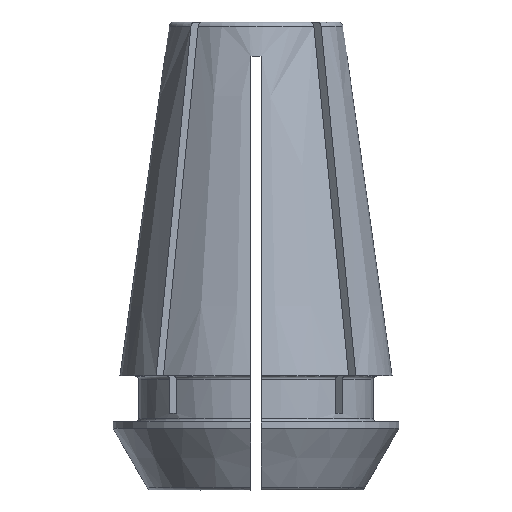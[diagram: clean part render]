
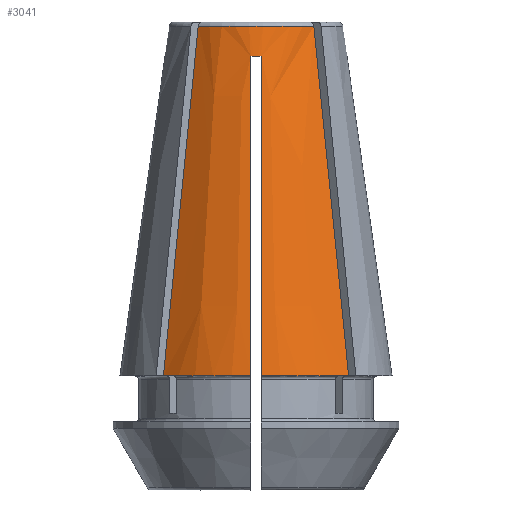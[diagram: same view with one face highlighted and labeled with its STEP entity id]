
A CAD part, front view. The second image highlights one B-rep face of the part: STEP entity #3041.
In plain terms, the highlighted conical face has half-angle 8 degrees and reference radius 5.077 mm.
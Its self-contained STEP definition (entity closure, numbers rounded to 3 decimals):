
#21=CONICAL_SURFACE('',#3277,5.077,0.14);
#106=B_SPLINE_CURVE_WITH_KNOTS('',3,(#4818,#4819,#4820,#4821,#4822,#4823,
#4824),.UNSPECIFIED.,.F.,.F.,(4,3,4),(0.,0.014,
0.021),.UNSPECIFIED.);
#124=B_SPLINE_CURVE_WITH_KNOTS('',3,(#5033,#5034,#5035,#5036,#5037,#5038,
#5039),.UNSPECIFIED.,.F.,.F.,(4,3,4),(0.,0.014,
0.021),.UNSPECIFIED.);
#125=B_SPLINE_CURVE_WITH_KNOTS('',3,(#5042,#5043,#5044,#5045,#5046,#5047,
#5048,#5049,#5050,#5051),.UNSPECIFIED.,.F.,.F.,(4,3,3,4),(0.008,
0.01,0.019,0.027),
 .UNSPECIFIED.);
#126=B_SPLINE_CURVE_WITH_KNOTS('',3,(#5052,#5053,#5054,#5055,#5056,#5057,
#5058,#5059,#5060,#5061),.UNSPECIFIED.,.F.,.F.,(4,3,3,4),(0.008,
0.01,0.019,0.027),
 .UNSPECIFIED.);
#245=CIRCLE('',#3213,5.358);
#281=CIRCLE('',#3275,5.113);
#283=CIRCLE('',#3278,8.);
#284=CIRCLE('',#3279,8.);
#660=ORIENTED_EDGE('',*,*,#1605,.T.);
#661=ORIENTED_EDGE('',*,*,#1606,.T.);
#662=ORIENTED_EDGE('',*,*,#1602,.F.);
#663=ORIENTED_EDGE('',*,*,#1535,.F.);
#664=ORIENTED_EDGE('',*,*,#1607,.T.);
#665=ORIENTED_EDGE('',*,*,#1608,.F.);
#666=ORIENTED_EDGE('',*,*,#1490,.F.);
#667=ORIENTED_EDGE('',*,*,#1609,.T.);
#1490=EDGE_CURVE('',#1975,#1976,#245,.T.);
#1535=EDGE_CURVE('',#2017,#2018,#106,.T.);
#1602=EDGE_CURVE('',#2018,#2067,#281,.T.);
#1605=EDGE_CURVE('',#2069,#2070,#283,.T.);
#1606=EDGE_CURVE('',#2070,#2067,#124,.T.);
#1607=EDGE_CURVE('',#2017,#2071,#284,.T.);
#1608=EDGE_CURVE('',#1976,#2071,#125,.T.);
#1609=EDGE_CURVE('',#1975,#2069,#126,.T.);
#1975=VERTEX_POINT('',#4686);
#1976=VERTEX_POINT('',#4688);
#2017=VERTEX_POINT('',#4817);
#2018=VERTEX_POINT('',#4825);
#2067=VERTEX_POINT('',#5022);
#2069=VERTEX_POINT('',#5031);
#2070=VERTEX_POINT('',#5032);
#2071=VERTEX_POINT('',#5041);
#2649=EDGE_LOOP('',(#660,#661,#662,#663,#664,#665,#666,#667));
#2813=FACE_BOUND('',#2649,.T.);
#3041=ADVANCED_FACE('',(#2813),#21,.T.);
#3213=AXIS2_PLACEMENT_3D('',#4687,#3661,#3662);
#3275=AXIS2_PLACEMENT_3D('',#5021,#3833,#3834);
#3277=AXIS2_PLACEMENT_3D('',#5029,#3837,#3838);
#3278=AXIS2_PLACEMENT_3D('',#5030,#3839,#3840);
#3279=AXIS2_PLACEMENT_3D('',#5040,#3841,#3842);
#3661=DIRECTION('',(0.,0.,-1.));
#3662=DIRECTION('',(-1.,0.,0.));
#3833=DIRECTION('',(0.,0.,1.));
#3834=DIRECTION('',(1.,0.,0.));
#3837=DIRECTION('',(0.,0.,-1.));
#3838=DIRECTION('',(-1.,0.,0.));
#3839=DIRECTION('',(0.,0.,1.));
#3840=DIRECTION('',(1.,0.,0.));
#3841=DIRECTION('',(0.,0.,1.));
#3842=DIRECTION('',(1.,0.,0.));
#4686=CARTESIAN_POINT('',(0.3,-5.349,25.7));
#4687=CARTESIAN_POINT('',(0.,0.,25.7));
#4688=CARTESIAN_POINT('',(-0.3,-5.349,25.7));
#4817=CARTESIAN_POINT('',(-5.441,-5.865,6.9));
#4818=CARTESIAN_POINT('',(-5.441,-5.865,6.9));
#4819=CARTESIAN_POINT('',(-4.98,-5.404,11.536));
#4820=CARTESIAN_POINT('',(-4.519,-4.943,16.172));
#4821=CARTESIAN_POINT('',(-4.057,-4.482,20.808));
#4822=CARTESIAN_POINT('',(-3.837,-4.262,23.019));
#4823=CARTESIAN_POINT('',(-3.617,-4.041,25.231));
#4824=CARTESIAN_POINT('',(-3.397,-3.821,27.442));
#4825=CARTESIAN_POINT('',(-3.397,-3.821,27.442));
#5021=CARTESIAN_POINT('',(0.,0.,27.442));
#5022=CARTESIAN_POINT('',(3.397,-3.821,27.442));
#5029=CARTESIAN_POINT('',(0.,0.,27.7));
#5030=CARTESIAN_POINT('',(0.,0.,6.9));
#5031=CARTESIAN_POINT('',(0.3,-7.994,6.9));
#5032=CARTESIAN_POINT('',(5.441,-5.865,6.9));
#5033=CARTESIAN_POINT('',(5.441,-5.865,6.9));
#5034=CARTESIAN_POINT('',(4.98,-5.404,11.536));
#5035=CARTESIAN_POINT('',(4.519,-4.943,16.172));
#5036=CARTESIAN_POINT('',(4.057,-4.482,20.808));
#5037=CARTESIAN_POINT('',(3.837,-4.262,23.019));
#5038=CARTESIAN_POINT('',(3.617,-4.041,25.231));
#5039=CARTESIAN_POINT('',(3.397,-3.821,27.442));
#5040=CARTESIAN_POINT('',(0.,0.,6.9));
#5041=CARTESIAN_POINT('',(-0.3,-7.994,6.9));
#5042=CARTESIAN_POINT('',(-0.3,-5.349,25.7));
#5043=CARTESIAN_POINT('',(-0.3,-5.41,25.271));
#5044=CARTESIAN_POINT('',(-0.3,-5.47,24.843));
#5045=CARTESIAN_POINT('',(-0.3,-5.53,24.414));
#5046=CARTESIAN_POINT('',(-0.3,-5.982,21.204));
#5047=CARTESIAN_POINT('',(-0.3,-6.434,17.995));
#5048=CARTESIAN_POINT('',(-0.3,-6.885,14.785));
#5049=CARTESIAN_POINT('',(-0.3,-7.255,12.157));
#5050=CARTESIAN_POINT('',(-0.3,-7.625,9.528));
#5051=CARTESIAN_POINT('',(-0.3,-7.994,6.9));
#5052=CARTESIAN_POINT('',(0.3,-5.349,25.7));
#5053=CARTESIAN_POINT('',(0.3,-5.41,25.271));
#5054=CARTESIAN_POINT('',(0.3,-5.47,24.843));
#5055=CARTESIAN_POINT('',(0.3,-5.53,24.414));
#5056=CARTESIAN_POINT('',(0.3,-5.982,21.204));
#5057=CARTESIAN_POINT('',(0.3,-6.434,17.995));
#5058=CARTESIAN_POINT('',(0.3,-6.885,14.785));
#5059=CARTESIAN_POINT('',(0.3,-7.255,12.157));
#5060=CARTESIAN_POINT('',(0.3,-7.625,9.528));
#5061=CARTESIAN_POINT('',(0.3,-7.994,6.9));
